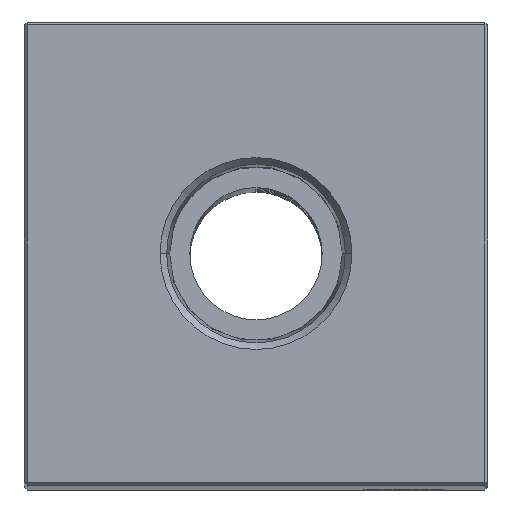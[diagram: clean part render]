
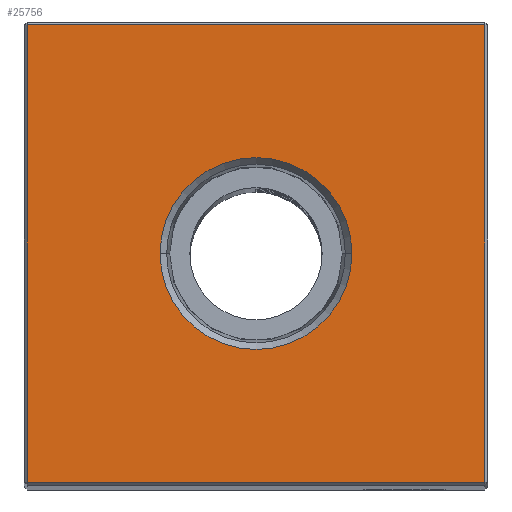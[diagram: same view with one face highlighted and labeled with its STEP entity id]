
A CAD part, top view. The second image highlights one B-rep face of the part: STEP entity #25756.
In plain terms, the highlighted planar face has unit normal (0, 0, 1).
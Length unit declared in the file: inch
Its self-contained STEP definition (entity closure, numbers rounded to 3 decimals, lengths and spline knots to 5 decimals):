
#1070 = CARTESIAN_POINT ( 'NONE',  ( -0.865, -0.865, 10.75 ) ) ;
#1422 = LINE ( 'NONE', #11574, #23078 ) ;
#2007 = CARTESIAN_POINT ( 'NONE',  ( 0., 0., 10.75 ) ) ;
#2531 = VERTEX_POINT ( 'NONE', #10270 ) ;
#2567 = VECTOR ( 'NONE', #6094, 39.37008 ) ;
#2907 = ORIENTED_EDGE ( 'NONE', *, *, #28331, .T. ) ;
#3310 = CARTESIAN_POINT ( 'NONE',  ( -0.3626, 0., 10.75 ) ) ;
#3621 = ORIENTED_EDGE ( 'NONE', *, *, #30837, .F. ) ;
#6094 = DIRECTION ( 'NONE',  ( 1., 0., 0. ) ) ;
#6819 = DIRECTION ( 'NONE',  ( 0., 1., 0. ) ) ;
#8727 = VECTOR ( 'NONE', #6819, 39.37008 ) ;
#8806 = VERTEX_POINT ( 'NONE', #3310 ) ;
#9270 = CIRCLE ( 'NONE', #28028, 0.3626 ) ;
#9818 = DIRECTION ( 'NONE',  ( 0., 0., 1. ) ) ;
#10270 = CARTESIAN_POINT ( 'NONE',  ( 0.865, -0.865, 10.75 ) ) ;
#11179 = LINE ( 'NONE', #21332, #25527 ) ;
#11574 = CARTESIAN_POINT ( 'NONE',  ( 0., 0.865, 10.75 ) ) ;
#11812 = FACE_OUTER_BOUND ( 'NONE', #14778, .T. ) ;
#12126 = DIRECTION ( 'NONE',  ( 0., 0., -1. ) ) ;
#12419 = CARTESIAN_POINT ( 'NONE',  ( 0., 0., 10.75 ) ) ;
#12440 = CARTESIAN_POINT ( 'NONE',  ( 0.3626, 0., 10.75 ) ) ;
#13201 = EDGE_LOOP ( 'NONE', ( #15775, #3621 ) ) ;
#13696 = VERTEX_POINT ( 'NONE', #12440 ) ;
#14665 = CARTESIAN_POINT ( 'NONE',  ( -0.865, 0.865, 10.75 ) ) ;
#14778 = EDGE_LOOP ( 'NONE', ( #2907, #17438, #31974, #25416 ) ) ;
#15775 = ORIENTED_EDGE ( 'NONE', *, *, #28102, .F. ) ;
#16055 = CARTESIAN_POINT ( 'NONE',  ( 0.865, 0.865, 10.75 ) ) ;
#17438 = ORIENTED_EDGE ( 'NONE', *, *, #28303, .T. ) ;
#17610 = VERTEX_POINT ( 'NONE', #16055 ) ;
#17877 = AXIS2_PLACEMENT_3D ( 'NONE', #12419, #22644, #33122 ) ;
#18643 = LINE ( 'NONE', #29070, #2567 ) ;
#19417 = LINE ( 'NONE', #29822, #8727 ) ;
#19943 = DIRECTION ( 'NONE',  ( 1., 0., 0. ) ) ;
#21332 = CARTESIAN_POINT ( 'NONE',  ( -0.865, 0., 10.75 ) ) ;
#21753 = DIRECTION ( 'NONE',  ( -1., 0., 0. ) ) ;
#21991 = FACE_BOUND ( 'NONE', #13201, .T. ) ;
#22332 = DIRECTION ( 'NONE',  ( -1., 0., 0. ) ) ;
#22644 = DIRECTION ( 'NONE',  ( 0., 0., 1. ) ) ;
#23078 = VECTOR ( 'NONE', #21753, 39.37008 ) ;
#23185 = VERTEX_POINT ( 'NONE', #1070 ) ;
#25416 = ORIENTED_EDGE ( 'NONE', *, *, #28222, .T. ) ;
#25527 = VECTOR ( 'NONE', #31798, 39.37008 ) ;
#25756 = ADVANCED_FACE ( 'NONE', ( #11812, #21991 ), #32468, .F. ) ;
#28028 = AXIS2_PLACEMENT_3D ( 'NONE', #32959, #9818, #19943 ) ;
#28102 = EDGE_CURVE ( 'NONE', #13696, #8806, #9270, .T. ) ;
#28222 = EDGE_CURVE ( 'NONE', #17610, #31105, #1422, .T. ) ;
#28260 = EDGE_CURVE ( 'NONE', #2531, #17610, #19417, .T. ) ;
#28303 = EDGE_CURVE ( 'NONE', #23185, #2531, #18643, .T. ) ;
#28331 = EDGE_CURVE ( 'NONE', #31105, #23185, #11179, .T. ) ;
#28991 = AXIS2_PLACEMENT_3D ( 'NONE', #2007, #12126, #22332 ) ;
#29070 = CARTESIAN_POINT ( 'NONE',  ( 0., -0.865, 10.75 ) ) ;
#29822 = CARTESIAN_POINT ( 'NONE',  ( 0.865, 0., 10.75 ) ) ;
#30837 = EDGE_CURVE ( 'NONE', #8806, #13696, #32629, .T. ) ;
#31105 = VERTEX_POINT ( 'NONE', #14665 ) ;
#31798 = DIRECTION ( 'NONE',  ( 0., -1., 0. ) ) ;
#31974 = ORIENTED_EDGE ( 'NONE', *, *, #28260, .T. ) ;
#32468 = PLANE ( 'NONE',  #28991 ) ;
#32629 = CIRCLE ( 'NONE', #17877, 0.3626 ) ;
#32959 = CARTESIAN_POINT ( 'NONE',  ( 0., 0., 10.75 ) ) ;
#33122 = DIRECTION ( 'NONE',  ( 1., 0., 0. ) ) ;
